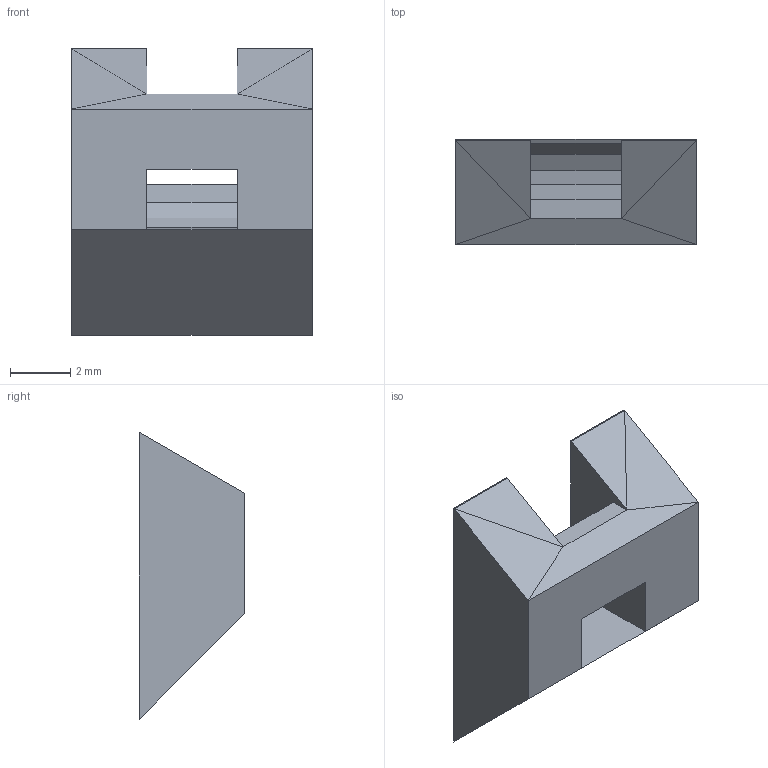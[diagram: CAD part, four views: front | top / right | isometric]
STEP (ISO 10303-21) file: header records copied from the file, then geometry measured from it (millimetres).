
FILE_DESCRIPTION(('FreeCAD Model'),'2;1');
FILE_NAME('wire-mounter.step','2020-03-09T21:23:57' ,('Author'),(''),'Open CASCADE STEP processor 7.3','FreeCAD','Unknown' );
FILE_SCHEMA(('AUTOMOTIVE_DESIGN { 1 0 10303 214 1 1 1 1 }'));
Length unit declared in the file: millimetre
Products named in the file (1): Common002
Bounding box: 8 x 3.5 x 9.5 mm (x, y, z)
Volume: 148.7 mm3; surface area: 251.9 mm2
Topology: 1 solids, 1 shells, 30 faces, 73 edges, 43 vertices
Faces by surface type: plane 30
Entity records: 1997 total; most frequent: CARTESIAN_POINT 312, DIRECTION 262, LINE 200, VECTOR 200, ORIENTED_EDGE 146, PCURVE 146, DEFINITIONAL_REPRESENTATION 146, EDGE_CURVE 73
